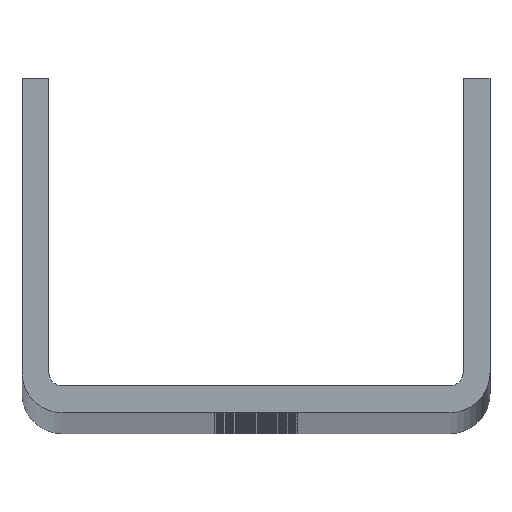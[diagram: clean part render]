
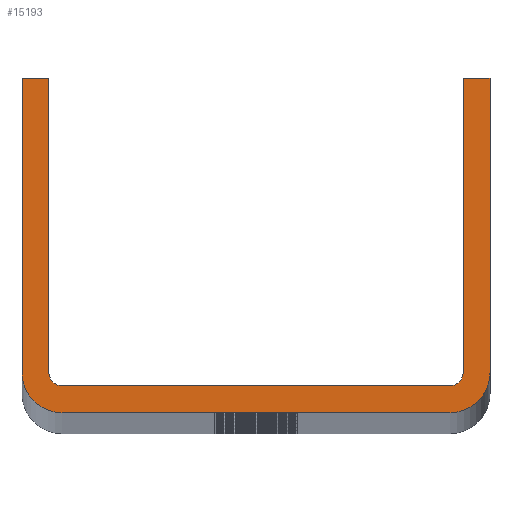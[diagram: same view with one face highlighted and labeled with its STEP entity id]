
A CAD part, top view. The second image highlights one B-rep face of the part: STEP entity #15193.
In plain terms, the highlighted planar face has unit normal (0, 0, 1).
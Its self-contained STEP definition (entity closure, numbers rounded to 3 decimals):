
#44 = DIRECTION ( 'NONE',  ( 0., 0., 1. ) ) ;
#189 = ORIENTED_EDGE ( 'NONE', *, *, #8092, .T. ) ;
#212 = ORIENTED_EDGE ( 'NONE', *, *, #5733, .T. ) ;
#236 = EDGE_CURVE ( 'NONE', #4651, #7106, #17435, .T. ) ;
#330 = CARTESIAN_POINT ( 'NONE',  ( -29., 6., 1800. ) ) ;
#1176 = LINE ( 'NONE', #16151, #11552 ) ;
#1208 = VERTEX_POINT ( 'NONE', #15387 ) ;
#1213 = ORIENTED_EDGE ( 'NONE', *, *, #5550, .T. ) ;
#1287 = ORIENTED_EDGE ( 'NONE', *, *, #6262, .T. ) ;
#1758 = DIRECTION ( 'NONE',  ( 0., 0., 1. ) ) ;
#1991 = CARTESIAN_POINT ( 'NONE',  ( -31., 50., 1800. ) ) ;
#2111 = CARTESIAN_POINT ( 'NONE',  ( -35., 50., 1800. ) ) ;
#2128 = DIRECTION ( 'NONE',  ( 1., 0., 0. ) ) ;
#3044 = AXIS2_PLACEMENT_3D ( 'NONE', #330, #44, #15118 ) ;
#3249 = EDGE_CURVE ( 'NONE', #17779, #16318, #14778, .T. ) ;
#3630 = CARTESIAN_POINT ( 'NONE',  ( 35., 6., 1800. ) ) ;
#3697 = CIRCLE ( 'NONE', #4636, 2. ) ;
#3875 = CARTESIAN_POINT ( 'NONE',  ( -31., 6., 1800. ) ) ;
#3946 = LINE ( 'NONE', #6991, #6782 ) ;
#4042 = DIRECTION ( 'NONE',  ( 0., 1., 0. ) ) ;
#4601 = AXIS2_PLACEMENT_3D ( 'NONE', #14194, #14087, #2128 ) ;
#4636 = AXIS2_PLACEMENT_3D ( 'NONE', #18216, #1758, #6565 ) ;
#4649 = AXIS2_PLACEMENT_3D ( 'NONE', #10906, #16873, #17071 ) ;
#4651 = VERTEX_POINT ( 'NONE', #3875 ) ;
#4873 = DIRECTION ( 'NONE',  ( 1., 0., 0. ) ) ;
#5028 = PLANE ( 'NONE',  #4649 ) ;
#5230 = VECTOR ( 'NONE', #11416, 1000. ) ;
#5448 = CARTESIAN_POINT ( 'NONE',  ( -35., 50., 1800. ) ) ;
#5550 = EDGE_CURVE ( 'NONE', #14680, #7142, #17991, .T. ) ;
#5733 = EDGE_CURVE ( 'NONE', #1208, #14831, #11130, .T. ) ;
#5984 = VERTEX_POINT ( 'NONE', #13753 ) ;
#6011 = ORIENTED_EDGE ( 'NONE', *, *, #19374, .F. ) ;
#6197 = ORIENTED_EDGE ( 'NONE', *, *, #13694, .F. ) ;
#6262 = EDGE_CURVE ( 'NONE', #15584, #16318, #3946, .T. ) ;
#6565 = DIRECTION ( 'NONE',  ( 1., 0., 0. ) ) ;
#6782 = VECTOR ( 'NONE', #4042, 1000. ) ;
#6991 = CARTESIAN_POINT ( 'NONE',  ( 35., 6., 1800. ) ) ;
#7106 = VERTEX_POINT ( 'NONE', #16871 ) ;
#7142 = VERTEX_POINT ( 'NONE', #15126 ) ;
#7153 = DIRECTION ( 'NONE',  ( 0., 1., 0. ) ) ;
#7598 = EDGE_LOOP ( 'NONE', ( #1287, #12002, #11025, #6011, #19121, #9455, #10897, #6197, #212, #189, #1213, #8800 ) ) ;
#7623 = CARTESIAN_POINT ( 'NONE',  ( 31., 50., 1800. ) ) ;
#7968 = FACE_OUTER_BOUND ( 'NONE', #7598, .T. ) ;
#8092 = EDGE_CURVE ( 'NONE', #14831, #14680, #13050, .T. ) ;
#8182 = CARTESIAN_POINT ( 'NONE',  ( -35., 6., 1800. ) ) ;
#8190 = LINE ( 'NONE', #5448, #5230 ) ;
#8800 = ORIENTED_EDGE ( 'NONE', *, *, #18355, .T. ) ;
#9048 = CARTESIAN_POINT ( 'NONE',  ( 31., 50., 1800. ) ) ;
#9216 = DIRECTION ( 'NONE',  ( 1., 0., 0. ) ) ;
#9455 = ORIENTED_EDGE ( 'NONE', *, *, #236, .F. ) ;
#9473 = DIRECTION ( 'NONE',  ( 0., -1., 0. ) ) ;
#10753 = DIRECTION ( 'NONE',  ( 1., 0., 0. ) ) ;
#10897 = ORIENTED_EDGE ( 'NONE', *, *, #12247, .F. ) ;
#10906 = CARTESIAN_POINT ( 'NONE',  ( 29., 6., 1800. ) ) ;
#11025 = ORIENTED_EDGE ( 'NONE', *, *, #15895, .F. ) ;
#11130 = LINE ( 'NONE', #2111, #11739 ) ;
#11198 = LINE ( 'NONE', #1991, #17232 ) ;
#11416 = DIRECTION ( 'NONE',  ( 1., 0., 0. ) ) ;
#11429 = DIRECTION ( 'NONE',  ( 1., 0., 0. ) ) ;
#11552 = VECTOR ( 'NONE', #7153, 1000. ) ;
#11739 = VECTOR ( 'NONE', #9473, 1000. ) ;
#12002 = ORIENTED_EDGE ( 'NONE', *, *, #3249, .F. ) ;
#12200 = CARTESIAN_POINT ( 'NONE',  ( -29., 0., 1800. ) ) ;
#12247 = EDGE_CURVE ( 'NONE', #5984, #4651, #11198, .T. ) ;
#12471 = CARTESIAN_POINT ( 'NONE',  ( 31., 6., 1800. ) ) ;
#13050 = CIRCLE ( 'NONE', #4601, 6. ) ;
#13096 = CARTESIAN_POINT ( 'NONE',  ( 29., 6., 1800. ) ) ;
#13185 = DIRECTION ( 'NONE',  ( 0., 0., 1. ) ) ;
#13468 = CARTESIAN_POINT ( 'NONE',  ( 35., 50., 1800. ) ) ;
#13694 = EDGE_CURVE ( 'NONE', #1208, #5984, #8190, .T. ) ;
#13753 = CARTESIAN_POINT ( 'NONE',  ( -31., 50., 1800. ) ) ;
#14087 = DIRECTION ( 'NONE',  ( 0., 0., 1. ) ) ;
#14194 = CARTESIAN_POINT ( 'NONE',  ( -29., 6., 1800. ) ) ;
#14676 = VERTEX_POINT ( 'NONE', #16709 ) ;
#14680 = VERTEX_POINT ( 'NONE', #12200 ) ;
#14770 = CIRCLE ( 'NONE', #18832, 6. ) ;
#14778 = LINE ( 'NONE', #7623, #15990 ) ;
#14831 = VERTEX_POINT ( 'NONE', #8182 ) ;
#15118 = DIRECTION ( 'NONE',  ( 1., 0., 0. ) ) ;
#15126 = CARTESIAN_POINT ( 'NONE',  ( 29., 0., 1800. ) ) ;
#15193 = ADVANCED_FACE ( 'NONE', ( #7968 ), #5028, .T. ) ;
#15387 = CARTESIAN_POINT ( 'NONE',  ( -35., 50., 1800. ) ) ;
#15574 = LINE ( 'NONE', #17048, #15925 ) ;
#15582 = EDGE_CURVE ( 'NONE', #7106, #14676, #15574, .T. ) ;
#15584 = VERTEX_POINT ( 'NONE', #3630 ) ;
#15895 = EDGE_CURVE ( 'NONE', #16374, #17779, #1176, .T. ) ;
#15925 = VECTOR ( 'NONE', #9216, 1000. ) ;
#15990 = VECTOR ( 'NONE', #4873, 1000. ) ;
#16151 = CARTESIAN_POINT ( 'NONE',  ( 31., 6., 1800. ) ) ;
#16318 = VERTEX_POINT ( 'NONE', #13468 ) ;
#16374 = VERTEX_POINT ( 'NONE', #12471 ) ;
#16709 = CARTESIAN_POINT ( 'NONE',  ( 29., 4., 1800. ) ) ;
#16812 = CARTESIAN_POINT ( 'NONE',  ( -29., 0., 1800. ) ) ;
#16871 = CARTESIAN_POINT ( 'NONE',  ( -29., 4., 1800. ) ) ;
#16873 = DIRECTION ( 'NONE',  ( 0., 0., 1. ) ) ;
#16975 = DIRECTION ( 'NONE',  ( 0., -1., 0. ) ) ;
#17048 = CARTESIAN_POINT ( 'NONE',  ( -29., 4., 1800. ) ) ;
#17071 = DIRECTION ( 'NONE',  ( 1., 0., 0. ) ) ;
#17232 = VECTOR ( 'NONE', #16975, 1000. ) ;
#17435 = CIRCLE ( 'NONE', #3044, 2. ) ;
#17779 = VERTEX_POINT ( 'NONE', #9048 ) ;
#17971 = VECTOR ( 'NONE', #10753, 1000. ) ;
#17991 = LINE ( 'NONE', #16812, #17971 ) ;
#18216 = CARTESIAN_POINT ( 'NONE',  ( 29., 6., 1800. ) ) ;
#18355 = EDGE_CURVE ( 'NONE', #7142, #15584, #14770, .T. ) ;
#18832 = AXIS2_PLACEMENT_3D ( 'NONE', #13096, #13185, #11429 ) ;
#19121 = ORIENTED_EDGE ( 'NONE', *, *, #15582, .F. ) ;
#19374 = EDGE_CURVE ( 'NONE', #14676, #16374, #3697, .T. ) ;
